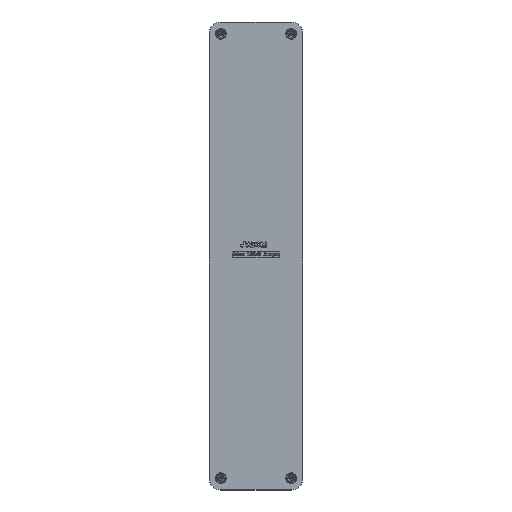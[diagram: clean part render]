
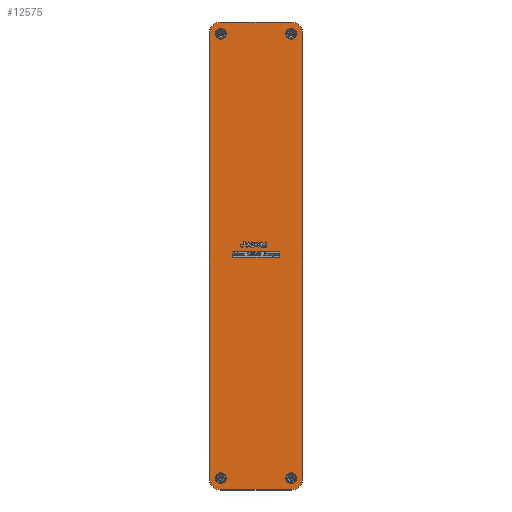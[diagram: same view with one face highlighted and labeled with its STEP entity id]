
A CAD part, top view. The second image highlights one B-rep face of the part: STEP entity #12575.
In plain terms, the highlighted planar face has unit normal (0, 0, 1).
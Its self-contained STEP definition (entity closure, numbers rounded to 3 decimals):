
#12575 = ADVANCED_FACE('',(#12576,#12710,#12721,#12732,#12743),#12754,
  .T.);
#12576 = FACE_BOUND('',#12577,.F.);
#12577 = EDGE_LOOP('',(#12578,#12589,#12597,#12605,#12613,#12622,#12630,
    #12638,#12646,#12655,#12663,#12671,#12679,#12688,#12696,#12704));
#12578 = ORIENTED_EDGE('',*,*,#12579,.T.);
#12579 = EDGE_CURVE('',#12580,#12582,#12584,.T.);
#12580 = VERTEX_POINT('',#12581);
#12581 = CARTESIAN_POINT('',(-1.998,76.143,1.56));
#12582 = VERTEX_POINT('',#12583);
#12583 = CARTESIAN_POINT('',(-0.143,77.998,1.56));
#12584 = CIRCLE('',#12585,2.003);
#12585 = AXIS2_PLACEMENT_3D('',#12586,#12587,#12588);
#12586 = CARTESIAN_POINT('',(0.,76.,1.56));
#12587 = DIRECTION('',(0.,0.,-1.));
#12588 = DIRECTION('',(-0.997,0.071,0.));
#12589 = ORIENTED_EDGE('',*,*,#12590,.T.);
#12590 = EDGE_CURVE('',#12582,#12591,#12593,.T.);
#12591 = VERTEX_POINT('',#12592);
#12592 = CARTESIAN_POINT('',(0.,78.,1.56));
#12593 = LINE('',#12594,#12595);
#12594 = CARTESIAN_POINT('',(-0.143,77.998,1.56));
#12595 = VECTOR('',#12596,1.);
#12596 = DIRECTION('',(1.,0.017,0.));
#12597 = ORIENTED_EDGE('',*,*,#12598,.T.);
#12598 = EDGE_CURVE('',#12591,#12599,#12601,.T.);
#12599 = VERTEX_POINT('',#12600);
#12600 = CARTESIAN_POINT('',(12.,78.,1.56));
#12601 = LINE('',#12602,#12603);
#12602 = CARTESIAN_POINT('',(0.,78.,1.56));
#12603 = VECTOR('',#12604,1.);
#12604 = DIRECTION('',(1.,0.,0.));
#12605 = ORIENTED_EDGE('',*,*,#12606,.T.);
#12606 = EDGE_CURVE('',#12599,#12607,#12609,.T.);
#12607 = VERTEX_POINT('',#12608);
#12608 = CARTESIAN_POINT('',(12.143,77.997,1.56));
#12609 = LINE('',#12610,#12611);
#12610 = CARTESIAN_POINT('',(12.,78.,1.56));
#12611 = VECTOR('',#12612,1.);
#12612 = DIRECTION('',(1.,-0.018,0.));
#12613 = ORIENTED_EDGE('',*,*,#12614,.T.);
#12614 = EDGE_CURVE('',#12607,#12615,#12617,.T.);
#12615 = VERTEX_POINT('',#12616);
#12616 = CARTESIAN_POINT('',(13.997,76.143,1.56));
#12617 = CIRCLE('',#12618,2.003);
#12618 = AXIS2_PLACEMENT_3D('',#12619,#12620,#12621);
#12619 = CARTESIAN_POINT('',(12.,76.,1.56));
#12620 = DIRECTION('',(0.,0.,-1.));
#12621 = DIRECTION('',(0.071,0.997,0.));
#12622 = ORIENTED_EDGE('',*,*,#12623,.T.);
#12623 = EDGE_CURVE('',#12615,#12624,#12626,.T.);
#12624 = VERTEX_POINT('',#12625);
#12625 = CARTESIAN_POINT('',(14.,76.,1.56));
#12626 = LINE('',#12627,#12628);
#12627 = CARTESIAN_POINT('',(13.997,76.143,1.56));
#12628 = VECTOR('',#12629,1.);
#12629 = DIRECTION('',(0.018,-1.,0.));
#12630 = ORIENTED_EDGE('',*,*,#12631,.T.);
#12631 = EDGE_CURVE('',#12624,#12632,#12634,.T.);
#12632 = VERTEX_POINT('',#12633);
#12633 = CARTESIAN_POINT('',(14.,-0.,1.56));
#12634 = LINE('',#12635,#12636);
#12635 = CARTESIAN_POINT('',(14.,76.,1.56));
#12636 = VECTOR('',#12637,1.);
#12637 = DIRECTION('',(0.,-1.,0.));
#12638 = ORIENTED_EDGE('',*,*,#12639,.T.);
#12639 = EDGE_CURVE('',#12632,#12640,#12642,.T.);
#12640 = VERTEX_POINT('',#12641);
#12641 = CARTESIAN_POINT('',(13.997,-0.143,1.56));
#12642 = LINE('',#12643,#12644);
#12643 = CARTESIAN_POINT('',(14.,-0.,1.56));
#12644 = VECTOR('',#12645,1.);
#12645 = DIRECTION('',(-0.018,-1.,0.));
#12646 = ORIENTED_EDGE('',*,*,#12647,.T.);
#12647 = EDGE_CURVE('',#12640,#12648,#12650,.T.);
#12648 = VERTEX_POINT('',#12649);
#12649 = CARTESIAN_POINT('',(12.143,-1.997,1.56));
#12650 = CIRCLE('',#12651,2.003);
#12651 = AXIS2_PLACEMENT_3D('',#12652,#12653,#12654);
#12652 = CARTESIAN_POINT('',(12.,0.,1.56));
#12653 = DIRECTION('',(0.,0.,-1.));
#12654 = DIRECTION('',(0.997,-0.071,0.));
#12655 = ORIENTED_EDGE('',*,*,#12656,.T.);
#12656 = EDGE_CURVE('',#12648,#12657,#12659,.T.);
#12657 = VERTEX_POINT('',#12658);
#12658 = CARTESIAN_POINT('',(12.,-2.,1.56));
#12659 = LINE('',#12660,#12661);
#12660 = CARTESIAN_POINT('',(12.143,-1.997,1.56));
#12661 = VECTOR('',#12662,1.);
#12662 = DIRECTION('',(-1.,-0.018,0.));
#12663 = ORIENTED_EDGE('',*,*,#12664,.T.);
#12664 = EDGE_CURVE('',#12657,#12665,#12667,.T.);
#12665 = VERTEX_POINT('',#12666);
#12666 = CARTESIAN_POINT('',(0.,-2.,1.56));
#12667 = LINE('',#12668,#12669);
#12668 = CARTESIAN_POINT('',(12.,-2.,1.56));
#12669 = VECTOR('',#12670,1.);
#12670 = DIRECTION('',(-1.,0.,0.));
#12671 = ORIENTED_EDGE('',*,*,#12672,.T.);
#12672 = EDGE_CURVE('',#12665,#12673,#12675,.T.);
#12673 = VERTEX_POINT('',#12674);
#12674 = CARTESIAN_POINT('',(-0.143,-1.997,1.56));
#12675 = LINE('',#12676,#12677);
#12676 = CARTESIAN_POINT('',(0.,-2.,1.56));
#12677 = VECTOR('',#12678,1.);
#12678 = DIRECTION('',(-1.,0.018,0.));
#12679 = ORIENTED_EDGE('',*,*,#12680,.T.);
#12680 = EDGE_CURVE('',#12673,#12681,#12683,.T.);
#12681 = VERTEX_POINT('',#12682);
#12682 = CARTESIAN_POINT('',(-1.997,-0.143,1.56));
#12683 = CIRCLE('',#12684,2.003);
#12684 = AXIS2_PLACEMENT_3D('',#12685,#12686,#12687);
#12685 = CARTESIAN_POINT('',(0.,0.,
    1.56));
#12686 = DIRECTION('',(0.,0.,-1.));
#12687 = DIRECTION('',(-0.071,-0.997,-0.));
#12688 = ORIENTED_EDGE('',*,*,#12689,.T.);
#12689 = EDGE_CURVE('',#12681,#12690,#12692,.T.);
#12690 = VERTEX_POINT('',#12691);
#12691 = CARTESIAN_POINT('',(-2.,-0.,1.56));
#12692 = LINE('',#12693,#12694);
#12693 = CARTESIAN_POINT('',(-1.997,-0.143,1.56));
#12694 = VECTOR('',#12695,1.);
#12695 = DIRECTION('',(-0.018,1.,0.));
#12696 = ORIENTED_EDGE('',*,*,#12697,.T.);
#12697 = EDGE_CURVE('',#12690,#12698,#12700,.T.);
#12698 = VERTEX_POINT('',#12699);
#12699 = CARTESIAN_POINT('',(-2.,76.,1.56));
#12700 = LINE('',#12701,#12702);
#12701 = CARTESIAN_POINT('',(-2.,-0.,1.56));
#12702 = VECTOR('',#12703,1.);
#12703 = DIRECTION('',(0.,1.,0.));
#12704 = ORIENTED_EDGE('',*,*,#12705,.T.);
#12705 = EDGE_CURVE('',#12698,#12580,#12706,.T.);
#12706 = LINE('',#12707,#12708);
#12707 = CARTESIAN_POINT('',(-2.,76.,1.56));
#12708 = VECTOR('',#12709,1.);
#12709 = DIRECTION('',(0.017,1.,0.));
#12710 = FACE_BOUND('',#12711,.F.);
#12711 = EDGE_LOOP('',(#12712));
#12712 = ORIENTED_EDGE('',*,*,#12713,.T.);
#12713 = EDGE_CURVE('',#12714,#12714,#12716,.T.);
#12714 = VERTEX_POINT('',#12715);
#12715 = CARTESIAN_POINT('',(0.8,0.,1.56));
#12716 = CIRCLE('',#12717,0.8);
#12717 = AXIS2_PLACEMENT_3D('',#12718,#12719,#12720);
#12718 = CARTESIAN_POINT('',(0.,-0.,1.56));
#12719 = DIRECTION('',(0.,0.,1.));
#12720 = DIRECTION('',(1.,0.,-0.));
#12721 = FACE_BOUND('',#12722,.F.);
#12722 = EDGE_LOOP('',(#12723));
#12723 = ORIENTED_EDGE('',*,*,#12724,.T.);
#12724 = EDGE_CURVE('',#12725,#12725,#12727,.T.);
#12725 = VERTEX_POINT('',#12726);
#12726 = CARTESIAN_POINT('',(12.8,0.,1.56));
#12727 = CIRCLE('',#12728,0.8);
#12728 = AXIS2_PLACEMENT_3D('',#12729,#12730,#12731);
#12729 = CARTESIAN_POINT('',(12.,-0.,1.56));
#12730 = DIRECTION('',(0.,0.,1.));
#12731 = DIRECTION('',(1.,0.,-0.));
#12732 = FACE_BOUND('',#12733,.F.);
#12733 = EDGE_LOOP('',(#12734));
#12734 = ORIENTED_EDGE('',*,*,#12735,.T.);
#12735 = EDGE_CURVE('',#12736,#12736,#12738,.T.);
#12736 = VERTEX_POINT('',#12737);
#12737 = CARTESIAN_POINT('',(0.8,76.,1.56));
#12738 = CIRCLE('',#12739,0.8);
#12739 = AXIS2_PLACEMENT_3D('',#12740,#12741,#12742);
#12740 = CARTESIAN_POINT('',(0.,76.,1.56));
#12741 = DIRECTION('',(0.,0.,1.));
#12742 = DIRECTION('',(1.,0.,-0.));
#12743 = FACE_BOUND('',#12744,.F.);
#12744 = EDGE_LOOP('',(#12745));
#12745 = ORIENTED_EDGE('',*,*,#12746,.T.);
#12746 = EDGE_CURVE('',#12747,#12747,#12749,.T.);
#12747 = VERTEX_POINT('',#12748);
#12748 = CARTESIAN_POINT('',(12.8,76.,1.56));
#12749 = CIRCLE('',#12750,0.8);
#12750 = AXIS2_PLACEMENT_3D('',#12751,#12752,#12753);
#12751 = CARTESIAN_POINT('',(12.,76.,1.56));
#12752 = DIRECTION('',(0.,0.,1.));
#12753 = DIRECTION('',(1.,0.,-0.));
#12754 = PLANE('',#12755);
#12755 = AXIS2_PLACEMENT_3D('',#12756,#12757,#12758);
#12756 = CARTESIAN_POINT('',(0.,0.,1.56));
#12757 = DIRECTION('',(0.,0.,1.));
#12758 = DIRECTION('',(1.,0.,-0.));
